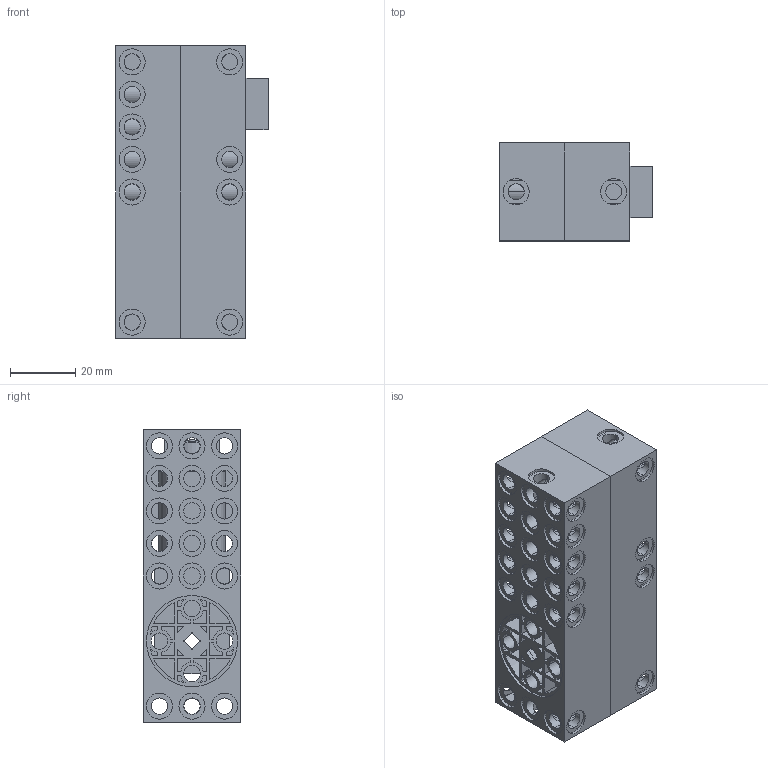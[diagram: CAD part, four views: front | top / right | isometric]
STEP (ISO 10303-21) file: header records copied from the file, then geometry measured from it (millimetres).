
FILE_DESCRIPTION (( 'STEP AP203' ), '1' );
FILE_NAME ('motor.STEP', '2019-03-27T12:24:48', ( '' ), ( '' ), 'SwSTEP 2.0', 'SolidWorks 2019', '' );
FILE_SCHEMA (( 'CONFIG_CONTROL_DESIGN' ));
Length unit declared in the file: millimetre
Products named in the file (9): motor; ff130-13200; gearbox^motor; rj45_vert; MOcA_1; Magnet_ring^motor; PCB^motor; MOhA; MOcA_2
Assembly tree (9 placements, depth 2):
  motor
    rj45_vert
    MOhA  x2
    MOcA_1
    MOcA_2
    ff130-13200
    Magnet_ring^motor
    gearbox^motor
    PCB^motor
Bounding box: 46.8 x 30 x 90 mm (x, y, z)
Volume: 50488.1 mm3; surface area: 55229.2 mm2
Topology: 9 solids, 9 shells, 1609 faces, 3801 edges, 2341 vertices
Faces by surface type: plane 1072, cylinder 518, torus 11, cone 4, bspline 4
Entity records: 38941 total; most frequent: CARTESIAN_POINT 6808, DIRECTION 6458, ORIENTED_EDGE 6298, EDGE_CURVE 3149, VECTOR 2300, LINE 2300, AXIS2_PLACEMENT_3D 2079, VERTEX_POINT 1909
